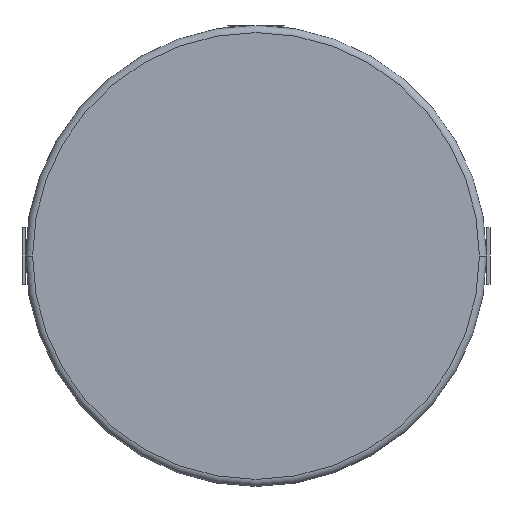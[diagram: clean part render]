
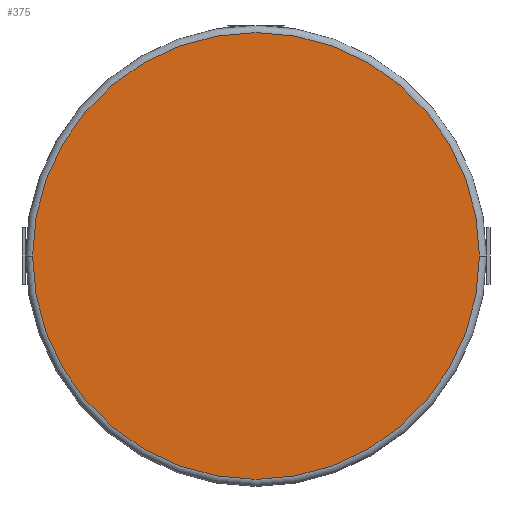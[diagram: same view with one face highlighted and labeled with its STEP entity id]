
A CAD part, front view. The second image highlights one B-rep face of the part: STEP entity #375.
In plain terms, the highlighted planar face has unit normal (0, -1, 0).
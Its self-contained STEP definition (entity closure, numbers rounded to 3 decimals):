
#25=CARTESIAN_POINT('',(0.,0.,0.));
#26=DIRECTION('',(0.,-1.,0.));
#27=DIRECTION('',(-1.,0.,0.));
#28=AXIS2_PLACEMENT_3D('',#25,#26,#27);
#33=CARTESIAN_POINT('',(0.,0.,0.));
#34=DIRECTION('',(0.,-1.,0.));
#35=DIRECTION('',(1.,0.,0.));
#36=AXIS2_PLACEMENT_3D('',#33,#34,#35);
#341=CARTESIAN_POINT('',(-31.5,0.,0.));
#342=CARTESIAN_POINT('',(31.5,0.,0.));
#343=VERTEX_POINT('',#341);
#344=VERTEX_POINT('',#342);
#365=CARTESIAN_POINT('',(0.,0.,0.));
#366=DIRECTION('',(0.,1.,0.));
#367=DIRECTION('',(1.,0.,0.));
#368=AXIS2_PLACEMENT_3D('',#365,#366,#367);
#369=PLANE('',#368);
#371=ORIENTED_EDGE('',*,*,#370,.F.);
#372=ORIENTED_EDGE('',*,*,#354,.F.);
#373=EDGE_LOOP('',(#371,#372));
#374=FACE_OUTER_BOUND('',#373,.F.);
#375=ADVANCED_FACE('',(#374),#369,.F.);
#29=CIRCLE('',#28,31.5);
#37=CIRCLE('',#36,31.5);
#354=EDGE_CURVE('',#344,#343,#37,.T.);
#370=EDGE_CURVE('',#343,#344,#29,.T.);
